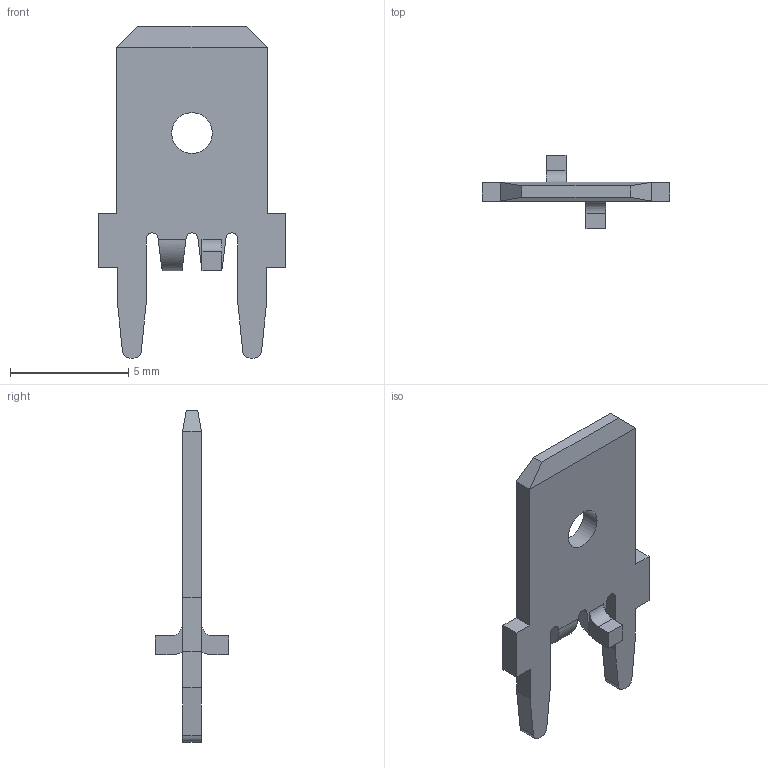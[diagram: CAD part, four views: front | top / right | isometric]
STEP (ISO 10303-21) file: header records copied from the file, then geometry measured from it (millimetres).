
FILE_DESCRIPTION((''),'2;1');
FILE_NAME('C-63824-1','2014-01-27T',('workeradm'),('Tyco Electronics Ltd.'),'PRO/ENGINEER BY PARAMETRIC TECHNOLOGY CORPORATION, 2013050','PRO/ENGINEER BY PARAMETRIC TECHNOLOGY CORPORATION, 2013050','');
FILE_SCHEMA(('AUTOMOTIVE_DESIGN { 1 0 10303 214 1 1 1 1 }'));
Length unit declared in the file: millimetre
Products named in the file (1): C-63824-1
Bounding box: 7.92 x 3.09 x 14.02 mm (x, y, z)
Volume: 57.1 mm3; surface area: 195.5 mm2
Topology: 1 solids, 1 shells, 52 faces, 146 edges, 96 vertices
Faces by surface type: plane 39, cylinder 13
Entity records: 1854 total; most frequent: CARTESIAN_POINT 314, ORIENTED_EDGE 292, DIRECTION 272, EDGE_CURVE 146, COLOUR_RGB 126, VECTOR 116, LINE 116, VERTEX_POINT 96
